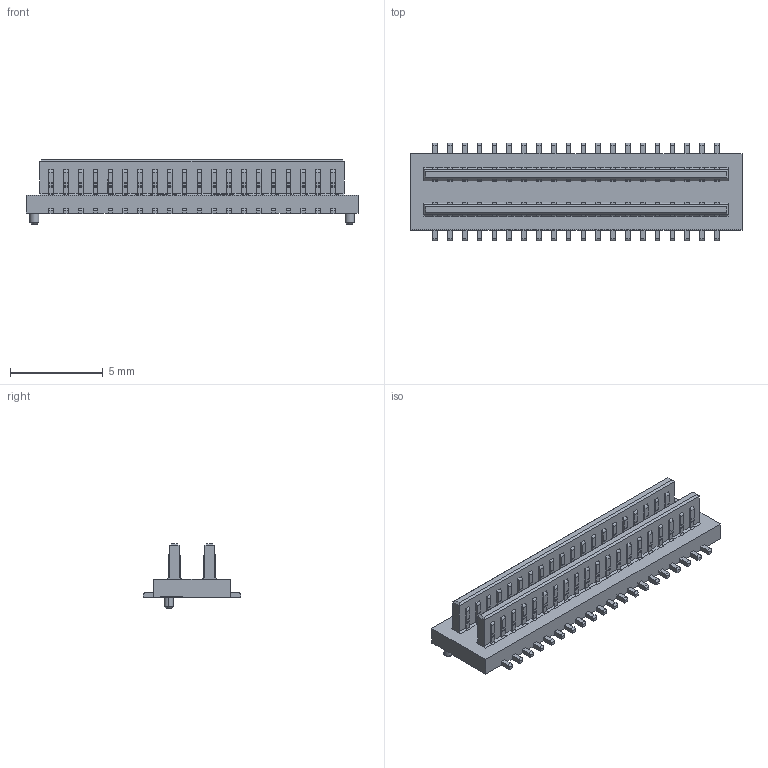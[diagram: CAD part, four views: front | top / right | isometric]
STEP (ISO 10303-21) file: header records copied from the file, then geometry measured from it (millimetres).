
FILE_DESCRIPTION( ('This file contains a STEP AP42 implementation' ,'as created by ZW3D STEP Interface translator.') ,'2;1' );
FILE_NAME( '3610-PXXX-010XXR01.stp' ,'23 316.19 033', (''), ('ZWCAD Software Co.'), 'Version 1.0', 'ZW3D to STEP translator', '' );
FILE_SCHEMA(('AUTOMOTIVE_DESIGN { 1 0 10303 214 1 1 1 1 }'));
Length unit declared in the file: millimetre
Products named in the file (2): 0; 3610-PXXX-010XXR01
Bounding box: 17.9 x 5.25 x 3.47 mm (x, y, z)
Surface area: 355 mm2 (no closed solid volume)
Topology: 0 solids, 1 shells, 1487 faces, 4400 edges, 2905 vertices
Faces by surface type: plane 995, cylinder 484, torus 4, cone 4
Entity records: 50609 total; most frequent: ORIENTED_EDGE 8754, CARTESIAN_POINT 8727, DIRECTION 8373, EDGE_CURVE 4367, VECTOR 3261, LINE 3261, VERTEX_POINT 2910, AXIS2_PLACEMENT_3D 2556
